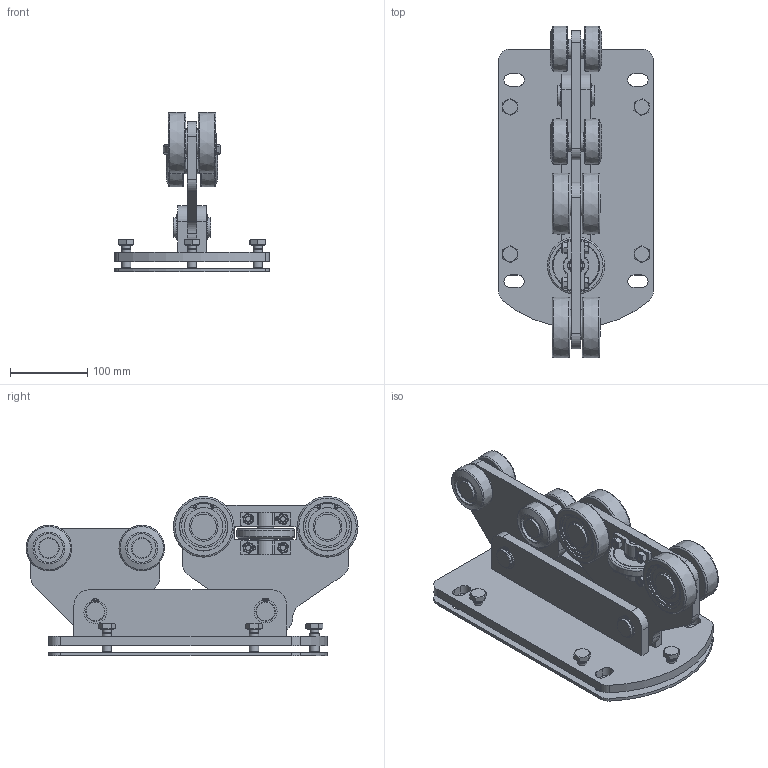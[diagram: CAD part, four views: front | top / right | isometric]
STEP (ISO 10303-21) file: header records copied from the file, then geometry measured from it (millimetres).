
FILE_DESCRIPTION(/* description */ (''),/* implementation_level */ '2;1');
FILE_NAME(/* name */ '9978PAF.stp',/* time_stamp */ '2019-08-08T09:32:52+02:00',/* author */ ('DOMINIQUE'),/* organization */ (''),/* preprocessor_version */ 'ST-DEVELOPER v17.2',/* originating_system */ 'Autodesk Inventor 2019',/* authorisation */ '');
FILE_SCHEMA (('AUTOMOTIVE_DESIGN { 1 0 10303 214 3 1 1 }'));
Products named in the file (1): 9978PAF
Bounding box: 200 x 428.84 x 205.85 mm (x, y, z)
Volume: 2630910 mm3; surface area: 823651.7 mm2
Topology: 120 solids, 128 shells, 1465 faces, 3905 edges, 2693 vertices
Faces by surface type: plane 499, cylinder 489, torus 274, cone 80, bspline 68, sphere 55
Full cylindrical faces by diameter (mm): 2 x16, 2.5 x16, 6.647 x4, 8 x4, 9 x8, 10.106 x5, 11.053 x5, 12 x5, 12.5 x4, 16 x2, 16.8 x4, 16.9 x1, 17 x5, 17.1 x1, 17.2 x9, 21 x2, 23.8 x2, 23.9 x4, 24.36 x2, 24.9 x4, 25 x20, 25.2 x6, 25.3 x1, 26.78 x16, 32.64 x2, 33 x6, 37 x4, 37.062 x16, 37.22 x16, 47 x12
Entity records: 52565 total; most frequent: CARTESIAN_POINT 12156, DIRECTION 8457, ORIENTED_EDGE 7782, EDGE_CURVE 3891, AXIS2_PLACEMENT_3D 3596, VERTEX_POINT 2885, CIRCLE 2198, EDGE_LOOP 1890
